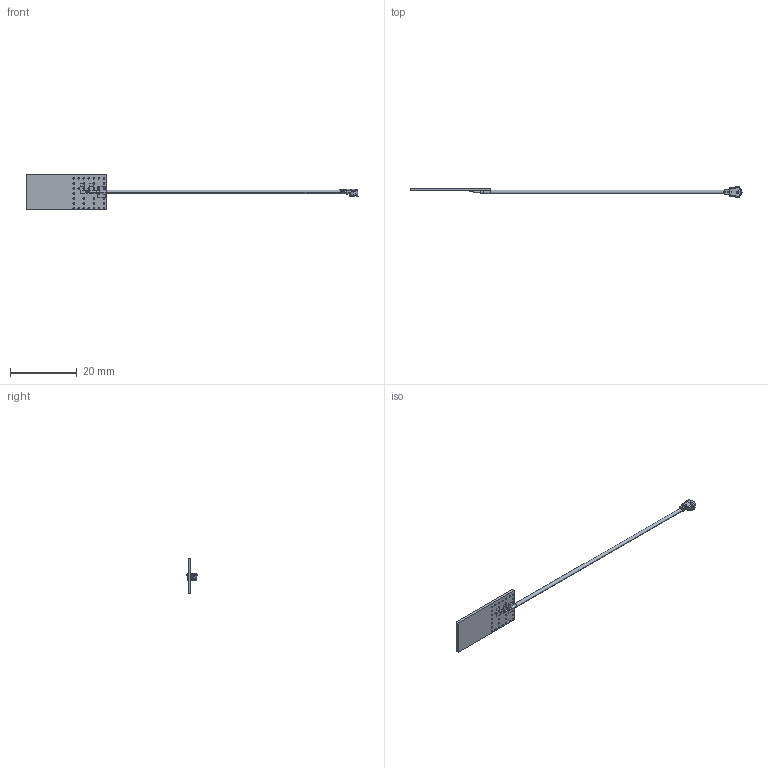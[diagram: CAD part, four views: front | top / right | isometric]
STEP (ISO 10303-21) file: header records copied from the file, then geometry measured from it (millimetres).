
FILE_DESCRIPTION (( 'STEP AP214' ), '1' );
FILE_NAME ('PC17.07.0070A_web.STEP', '2022-03-21T15:42:42', ( '' ), ( '' ), 'SwSTEP 2.0', 'SolidWorks 2018', '' );
FILE_SCHEMA (( 'AUTOMOTIVE_DESIGN' ));
Length unit declared in the file: millimetre
Products named in the file (1): PC17.07.0070A_web
Bounding box: 99.34 x 3 x 10.75 mm (x, y, z)
Surface area: 928.1 mm2 (no closed solid volume)
Topology: 0 solids, 9 shells, 358 faces, 1568 edges, 1158 vertices
Faces by surface type: plane 167, cylinder 138, bspline 34, cone 19
Entity records: 21752 total; most frequent: CARTESIAN_POINT 5767, ORIENTED_EDGE 2410, DIRECTION 2161, EDGE_CURVE 1564, VERTEX_POINT 1158, LINE 911, VECTOR 911, AXIS2_PLACEMENT_3D 625
